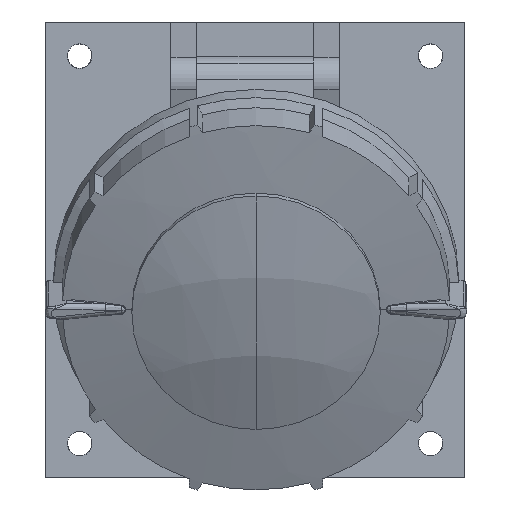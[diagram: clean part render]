
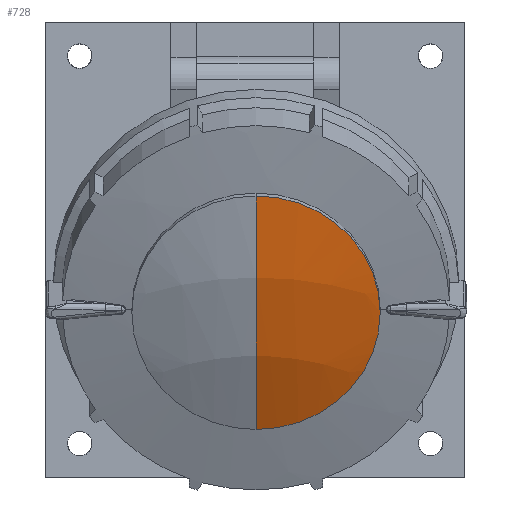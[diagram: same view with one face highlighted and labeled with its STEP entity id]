
A CAD part, top view. The second image highlights one B-rep face of the part: STEP entity #728.
In plain terms, the highlighted spherical face has radius 125.26 mm.
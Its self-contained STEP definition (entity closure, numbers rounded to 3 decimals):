
#526 = AXIS2_PLACEMENT_3D ( 'NONE', #10203, #17971, #2757 ) ;
#728 = ADVANCED_FACE ( 'NONE', ( #10495 ), #2940, .T. ) ;
#735 = CARTESIAN_POINT ( 'NONE',  ( 0.2, -35.359, 39.521 ) ) ;
#928 = CIRCLE ( 'NONE', #526, 27.25 ) ;
#2527 = VERTEX_POINT ( 'NONE', #14173 ) ;
#2757 = DIRECTION ( 'NONE',  ( -1., 0., 0. ) ) ;
#2940 = SPHERICAL_SURFACE ( 'NONE', #20552, 125.26 ) ;
#4450 = CARTESIAN_POINT ( 'NONE',  ( 0.2, 32.063, -66.046 ) ) ;
#6577 = EDGE_CURVE ( 'NONE', #2527, #16794, #6792, .T. ) ;
#6792 = CIRCLE ( 'NONE', #24463, 125.26 ) ;
#6976 = DIRECTION ( 'NONE',  ( 0., 0.707, -0.707 ) ) ;
#8090 = ORIENTED_EDGE ( 'NONE', *, *, #6577, .T. ) ;
#8346 = DIRECTION ( 'NONE',  ( 0., 0.94, 0.342 ) ) ;
#10203 = CARTESIAN_POINT ( 'NONE',  ( 0.2, -9.753, 48.842 ) ) ;
#10357 = DIRECTION ( 'NONE',  ( -1., 0., 0. ) ) ;
#10495 = FACE_OUTER_BOUND ( 'NONE', #16729, .T. ) ;
#12140 = DIRECTION ( 'NONE',  ( 1., 0., 0. ) ) ;
#14173 = CARTESIAN_POINT ( 'NONE',  ( 0.2, 15.854, 58.162 ) ) ;
#14384 = CARTESIAN_POINT ( 'NONE',  ( 0.2, 32.063, -66.046 ) ) ;
#16729 = EDGE_LOOP ( 'NONE', ( #8090, #16956 ) ) ;
#16781 = EDGE_CURVE ( 'NONE', #16794, #2527, #928, .T. ) ;
#16794 = VERTEX_POINT ( 'NONE', #735 ) ;
#16956 = ORIENTED_EDGE ( 'NONE', *, *, #16781, .T. ) ;
#17971 = DIRECTION ( 'NONE',  ( 0., -0.342, 0.94 ) ) ;
#20552 = AXIS2_PLACEMENT_3D ( 'NONE', #14384, #6976, #10357 ) ;
#24463 = AXIS2_PLACEMENT_3D ( 'NONE', #4450, #12140, #8346 ) ;
